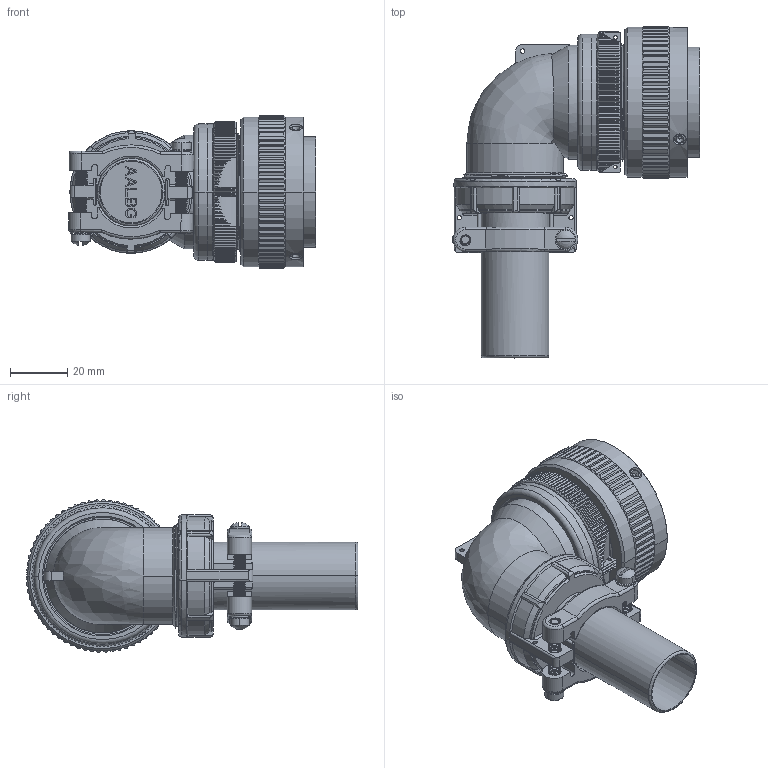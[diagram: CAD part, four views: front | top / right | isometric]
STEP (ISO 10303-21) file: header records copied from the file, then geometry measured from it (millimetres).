
FILE_DESCRIPTION((''),'2;1');
FILE_NAME('VG95234E-28_SW0001','2023-03-23T13:20:46',('paultorloting'),('NET AG system integration'),'CREO PARAMETRIC BY PTC INC, 2021404','CREO PARAMETRIC BY PTC INC, 2021404','');
FILE_SCHEMA(('AUTOMOTIVE_DESIGN { 1 0 10303 214 1 1 1 1 }'));
Length unit declared in the file: millimetre
Products named in the file (1): VG95234E-28_SW0001
Bounding box: 86.08 x 115.68 x 53.12 mm (x, y, z)
Volume: 112047.4 mm3; surface area: 43260.2 mm2
Topology: 1 solids, 1 shells, 1631 faces, 4658 edges, 3049 vertices
Faces by surface type: plane 786, cylinder 525, cone 203, bspline 81, torus 32, sphere 4
Entity records: 113162 total; most frequent: CARTESIAN_POINT 63468, ORIENTED_EDGE 9304, DIRECTION 7137, EDGE_CURVE 4652, VERTEX_POINT 3049, AXIS2_PLACEMENT_3D 2498, VECTOR 2138, LINE 2138
